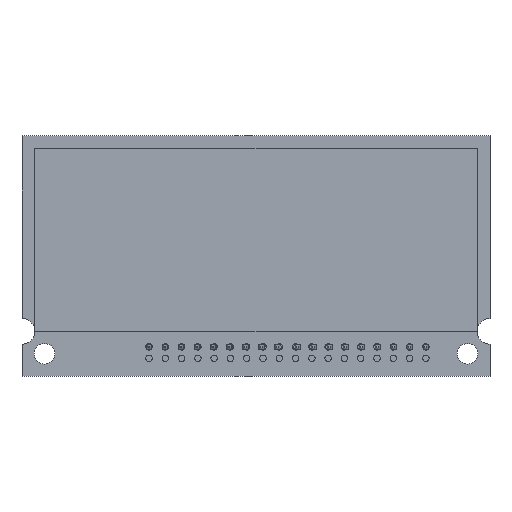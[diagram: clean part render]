
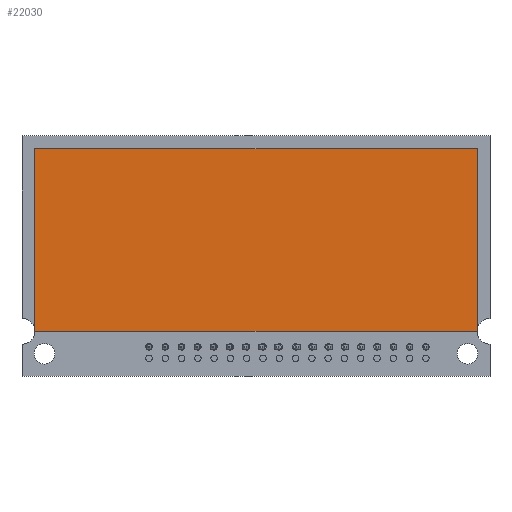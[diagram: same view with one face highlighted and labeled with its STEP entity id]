
A CAD part, top view. The second image highlights one B-rep face of the part: STEP entity #22030.
In plain terms, the highlighted planar face has unit normal (0, 0, 1).
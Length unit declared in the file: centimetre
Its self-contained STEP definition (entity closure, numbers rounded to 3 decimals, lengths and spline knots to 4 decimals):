
#1782=VERTEX_POINT('',#30746);
#1783=VERTEX_POINT('',#30747);
#1786=VERTEX_POINT('',#30755);
#1788=VERTEX_POINT('',#30761);
#3892=VECTOR('',#25424,1.);
#3896=VECTOR('',#25429,1.);
#3899=VECTOR('',#25433,1.);
#3902=VECTOR('',#25437,1.);
#6401=LINE('',#30745,#3892);
#6405=LINE('',#30754,#3896);
#6408=LINE('',#30760,#3899);
#6411=LINE('',#30766,#3902);
#8990=EDGE_CURVE('',#1782,#1783,#6401,.T.);
#8994=EDGE_CURVE('',#1783,#1786,#6405,.T.);
#8997=EDGE_CURVE('',#1786,#1788,#6408,.T.);
#9000=EDGE_CURVE('',#1788,#1782,#6411,.T.);
#12446=ORIENTED_EDGE('',*,*,#8990,.F.);
#12447=ORIENTED_EDGE('',*,*,#9000,.F.);
#12448=ORIENTED_EDGE('',*,*,#8997,.F.);
#12449=ORIENTED_EDGE('',*,*,#8994,.F.);
#19076=EDGE_LOOP('',(#12446,#12447,#12448,#12449));
#20610=FACE_BOUND('',#19076,.T.);
#22030=ADVANCED_FACE('',(#20610),#39195,.T.);
#23423=AXIS2_PLACEMENT_3D('',#30768,#25439,$);
#25424=DIRECTION('',(1.,0.,0.));
#25429=DIRECTION('',(0.,-1.,0.));
#25433=DIRECTION('',(-1.,0.,0.));
#25437=DIRECTION('',(0.,1.,0.));
#25439=DIRECTION('',(0.,0.,1.));
#30745=CARTESIAN_POINT('',(6.9,2.85,0.9));
#30746=CARTESIAN_POINT('',(0.,2.85,0.9));
#30747=CARTESIAN_POINT('',(6.9,2.85,0.9));
#30754=CARTESIAN_POINT('',(6.9,0.,0.9));
#30755=CARTESIAN_POINT('',(6.9,0.,0.9));
#30760=CARTESIAN_POINT('',(0.,0.,0.9));
#30761=CARTESIAN_POINT('',(0.,0.,0.9));
#30766=CARTESIAN_POINT('',(0.,2.85,0.9));
#30768=CARTESIAN_POINT('',(3.45,1.425,0.9));
#39195=PLANE('',#23423);
